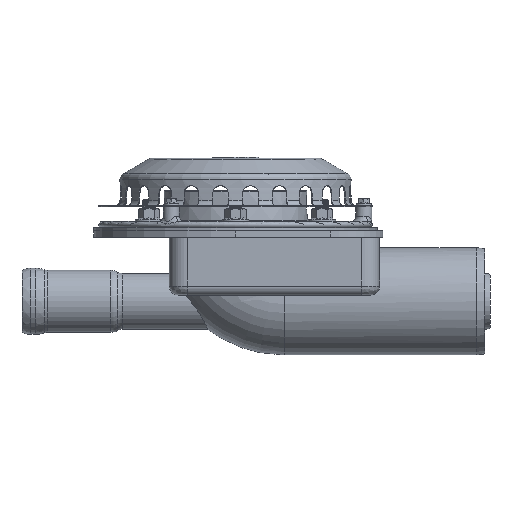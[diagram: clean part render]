
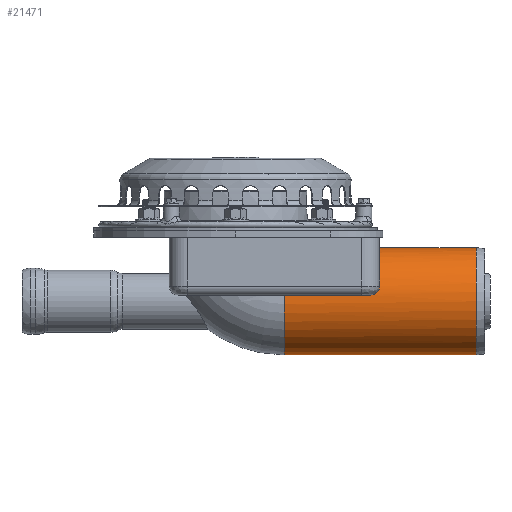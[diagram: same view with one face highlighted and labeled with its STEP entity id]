
A CAD part, front view. The second image highlights one B-rep face of the part: STEP entity #21471.
In plain terms, the highlighted cylindrical face has radius 510 mm (diameter 1020 mm), a full revolution.
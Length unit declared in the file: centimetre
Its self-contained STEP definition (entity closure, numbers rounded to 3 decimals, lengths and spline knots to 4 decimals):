
#131=B_SPLINE_CURVE_WITH_KNOTS('',3,(#34157,#34158,#34159,#34160,#34161,
#34162,#34163,#34164,#34165,#34166,#34167,#34168,#34169,#34170,#34171,#34172,
#34173,#34174),.UNSPECIFIED.,.F.,.F.,(4,2,2,2,2,2,2,2,4),(0.,1.5976,
3.1953,4.7929,6.3906,8.0352,9.6799,
11.3246,12.9693),.UNSPECIFIED.);
#132=B_SPLINE_CURVE_WITH_KNOTS('',3,(#34177,#34178,#34179,#34180,#34181,
#34182,#34183,#34184,#34185,#34186,#34187,#34188,#34189,#34190,#34191,#34192,
#34193,#34194),.UNSPECIFIED.,.F.,.F.,(4,2,2,2,2,2,2,2,4),(-12.9693,
-11.3246,-9.6799,-8.0352,-6.3906,
-4.7929,-3.1953,-1.5976,0.),.UNSPECIFIED.);
#1209=CYLINDRICAL_SURFACE('',#22779,51.);
#2798=LINE('',#34148,#4874);
#2799=LINE('',#34151,#4875);
#2800=LINE('',#34155,#4876);
#4874=VECTOR('',#26834,1.);
#4875=VECTOR('',#26837,51.);
#4876=VECTOR('',#26840,1.);
#6314=FACE_OUTER_BOUND('',#7509,.T.);
#7509=EDGE_LOOP('',(#17403,#17404,#17405,#17406,#17407,#17408,#17409,#17410,
#17411,#17412,#17413));
#8378=CIRCLE('',#22775,51.);
#8379=CIRCLE('',#22776,51.);
#8381=CIRCLE('',#22780,51.);
#8382=CIRCLE('',#22781,51.);
#8383=CIRCLE('',#22782,51.);
#10107=VERTEX_POINT('',#34136);
#10108=VERTEX_POINT('',#34138);
#10110=VERTEX_POINT('',#34146);
#10111=VERTEX_POINT('',#34147);
#10112=VERTEX_POINT('',#34149);
#10113=VERTEX_POINT('',#34152);
#10114=VERTEX_POINT('',#34154);
#10115=VERTEX_POINT('',#34156);
#10116=VERTEX_POINT('',#34175);
#12665=EDGE_CURVE('',#10107,#10108,#8378,.T.);
#12666=EDGE_CURVE('',#10108,#10107,#8379,.T.);
#12669=EDGE_CURVE('',#10110,#10111,#2798,.T.);
#12670=EDGE_CURVE('',#10112,#10111,#8381,.T.);
#12671=EDGE_CURVE('',#10112,#10108,#2799,.T.);
#12672=EDGE_CURVE('',#10113,#10112,#8382,.T.);
#12673=EDGE_CURVE('',#10113,#10114,#2800,.T.);
#12674=EDGE_CURVE('',#10114,#10115,#131,.T.);
#12675=EDGE_CURVE('',#10115,#10116,#8383,.T.);
#12676=EDGE_CURVE('',#10116,#10110,#132,.T.);
#17403=ORIENTED_EDGE('',*,*,#12669,.T.);
#17404=ORIENTED_EDGE('',*,*,#12670,.F.);
#17405=ORIENTED_EDGE('',*,*,#12671,.T.);
#17406=ORIENTED_EDGE('',*,*,#12665,.F.);
#17407=ORIENTED_EDGE('',*,*,#12666,.F.);
#17408=ORIENTED_EDGE('',*,*,#12671,.F.);
#17409=ORIENTED_EDGE('',*,*,#12672,.F.);
#17410=ORIENTED_EDGE('',*,*,#12673,.T.);
#17411=ORIENTED_EDGE('',*,*,#12674,.T.);
#17412=ORIENTED_EDGE('',*,*,#12675,.T.);
#17413=ORIENTED_EDGE('',*,*,#12676,.T.);
#21471=ADVANCED_FACE('',(#6314),#1209,.T.);
#22775=AXIS2_PLACEMENT_3D('',#34139,#26823,#26824);
#22776=AXIS2_PLACEMENT_3D('',#34140,#26825,#26826);
#22779=AXIS2_PLACEMENT_3D('',#34145,#26832,#26833);
#22780=AXIS2_PLACEMENT_3D('',#34150,#26835,#26836);
#22781=AXIS2_PLACEMENT_3D('',#34153,#26838,#26839);
#22782=AXIS2_PLACEMENT_3D('',#34176,#26841,#26842);
#26823=DIRECTION('center_axis',(1.,0.,0.));
#26824=DIRECTION('ref_axis',(0.,0.,
1.));
#26825=DIRECTION('center_axis',(1.,0.,0.));
#26826=DIRECTION('ref_axis',(0.,0.,
1.));
#26832=DIRECTION('center_axis',(-1.,0.,0.));
#26833=DIRECTION('ref_axis',(0.,0.,
1.));
#26834=DIRECTION('',(-1.,0.,0.));
#26835=DIRECTION('center_axis',(-1.,0.,0.));
#26836=DIRECTION('ref_axis',(0.,0.,
1.));
#26837=DIRECTION('',(1.,0.,0.));
#26838=DIRECTION('center_axis',(-1.,0.,0.));
#26839=DIRECTION('ref_axis',(0.,0.,
1.));
#26840=DIRECTION('',(1.,0.,0.));
#26841=DIRECTION('center_axis',(1.,0.,0.));
#26842=DIRECTION('ref_axis',(0.,0.,
1.));
#34136=CARTESIAN_POINT('',(363.9377,51.,-61.));
#34138=CARTESIAN_POINT('',(363.9377,0.,-112.));
#34139=CARTESIAN_POINT('Origin',(363.9377,0.,
-61.));
#34140=CARTESIAN_POINT('Origin',(363.9377,0.,
-61.));
#34145=CARTESIAN_POINT('Origin',(376.9922,0.,
-61.));
#34146=CARTESIAN_POINT('',(263.5,-50.6458,-55.));
#34147=CARTESIAN_POINT('',(181.3245,-50.6458,-55.));
#34148=CARTESIAN_POINT('',(376.9922,-50.6458,-55.));
#34149=CARTESIAN_POINT('',(181.3245,0.,-112.));
#34150=CARTESIAN_POINT('Origin',(181.3245,0.,
-61.));
#34151=CARTESIAN_POINT('',(376.9922,0.,-112.));
#34152=CARTESIAN_POINT('',(181.3245,50.6458,-55.));
#34153=CARTESIAN_POINT('Origin',(181.3245,0.,
-61.));
#34154=CARTESIAN_POINT('',(263.5,50.6458,-55.));
#34155=CARTESIAN_POINT('',(376.9922,50.6458,-55.));
#34156=CARTESIAN_POINT('',(272.,48.8953,-46.5));
#34157=CARTESIAN_POINT('Ctrl Pts',(263.5,50.6458,-55.));
#34158=CARTESIAN_POINT('Ctrl Pts',(264.0325,50.6458,-55.));
#34159=CARTESIAN_POINT('Ctrl Pts',(264.5832,50.6399,-54.9491));
#34160=CARTESIAN_POINT('Ctrl Pts',(265.6782,50.6139,-54.7351));
#34161=CARTESIAN_POINT('Ctrl Pts',(266.2227,50.5937,-54.5719));
#34162=CARTESIAN_POINT('Ctrl Pts',(267.2664,50.5371,-54.1409));
#34163=CARTESIAN_POINT('Ctrl Pts',(267.7665,50.5005,-53.8727));
#34164=CARTESIAN_POINT('Ctrl Pts',(268.6908,50.4093,-53.2539));
#34165=CARTESIAN_POINT('Ctrl Pts',(269.115,50.3546,-52.9032));
#34166=CARTESIAN_POINT('Ctrl Pts',(269.8764,50.2272,-52.1469));
#34167=CARTESIAN_POINT('Ctrl Pts',(270.237,50.1497,-51.7138));
#34168=CARTESIAN_POINT('Ctrl Pts',(270.8694,49.9665,-50.7735));
#34169=CARTESIAN_POINT('Ctrl Pts',(271.1413,49.8606,-50.2663));
#34170=CARTESIAN_POINT('Ctrl Pts',(271.5755,49.6222,-49.2131));
#34171=CARTESIAN_POINT('Ctrl Pts',(271.7382,49.4894,-48.6662));
#34172=CARTESIAN_POINT('Ctrl Pts',(271.9505,49.2039,-47.5725));
#34173=CARTESIAN_POINT('Ctrl Pts',(272.,49.0512,-47.0256));
#34174=CARTESIAN_POINT('Ctrl Pts',(272.,48.8953,-46.5));
#34175=CARTESIAN_POINT('',(272.,-48.8953,-46.5));
#34176=CARTESIAN_POINT('Origin',(272.,0.,
-61.));
#34177=CARTESIAN_POINT('Ctrl Pts',(272.,-48.8953,-46.5));
#34178=CARTESIAN_POINT('Ctrl Pts',(272.,-49.0512,-47.0256));
#34179=CARTESIAN_POINT('Ctrl Pts',(271.9505,-49.2039,-47.5725));
#34180=CARTESIAN_POINT('Ctrl Pts',(271.7382,-49.4894,-48.6662));
#34181=CARTESIAN_POINT('Ctrl Pts',(271.5755,-49.6222,-49.2131));
#34182=CARTESIAN_POINT('Ctrl Pts',(271.1413,-49.8606,-50.2663));
#34183=CARTESIAN_POINT('Ctrl Pts',(270.8694,-49.9665,-50.7735));
#34184=CARTESIAN_POINT('Ctrl Pts',(270.237,-50.1497,-51.7138));
#34185=CARTESIAN_POINT('Ctrl Pts',(269.8764,-50.2272,-52.1469));
#34186=CARTESIAN_POINT('Ctrl Pts',(269.115,-50.3546,-52.9032));
#34187=CARTESIAN_POINT('Ctrl Pts',(268.6908,-50.4093,-53.2539));
#34188=CARTESIAN_POINT('Ctrl Pts',(267.7665,-50.5005,-53.8727));
#34189=CARTESIAN_POINT('Ctrl Pts',(267.2664,-50.5371,-54.1409));
#34190=CARTESIAN_POINT('Ctrl Pts',(266.2227,-50.5937,-54.5719));
#34191=CARTESIAN_POINT('Ctrl Pts',(265.6782,-50.6139,-54.7351));
#34192=CARTESIAN_POINT('Ctrl Pts',(264.5832,-50.6399,-54.9491));
#34193=CARTESIAN_POINT('Ctrl Pts',(264.0325,-50.6458,-55.));
#34194=CARTESIAN_POINT('Ctrl Pts',(263.5,-50.6458,-55.));
